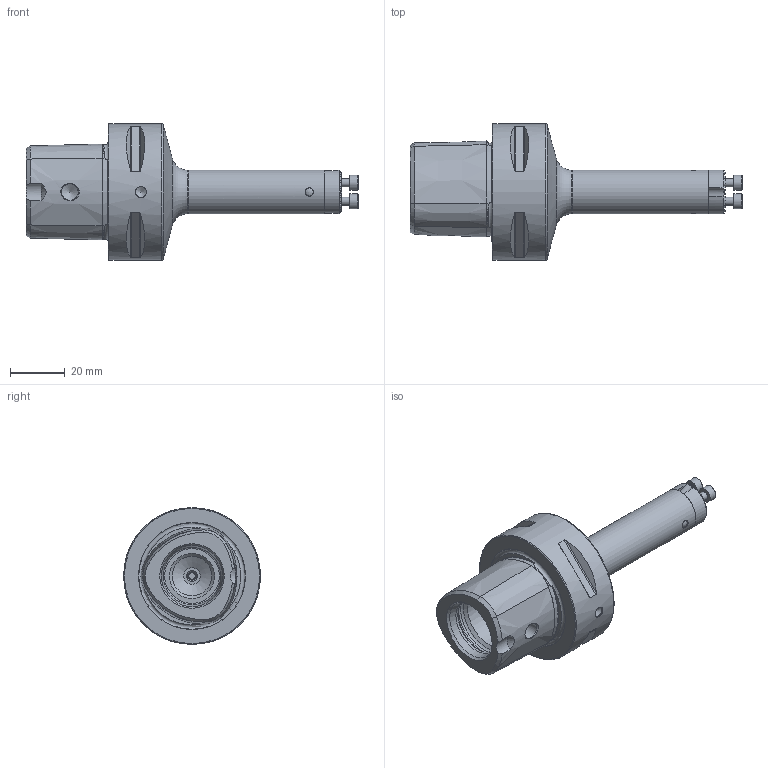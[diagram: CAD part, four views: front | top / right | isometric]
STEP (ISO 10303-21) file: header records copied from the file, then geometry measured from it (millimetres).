
FILE_DESCRIPTION (( 'STEP AP214' ), '1' );
FILE_NAME ('PS5.WK5.WD0.105.STEP', '2022-06-14T07:09:10', ( '' ), ( '' ), 'SwSTEP 2.0', 'SolidWorks 2017', '' );
FILE_SCHEMA (( 'AUTOMOTIVE_DESIGN' ));
Length unit declared in the file: millimetre
Products named in the file (13): WD0-WK5.016.006_A; DIN 3771 - 10x1.5; WD0-ER1.013.014_A; PS5.WK5.WD0.105; PS5-WD0.040.079_A_mit Stiftbohrung; ISO 4026 - M3 x 3; DIN 3771 - 4x1; WD0-ER1.005.022_A; ISO 4762 - M3 x 10; WD0-ER1.012.030_A; WD0-BG1.013.040; DIN 3771 - 5x2.5; DIN 6325_ø3 x 5_2x6
Assembly tree (19 placements, depth 3):
  PS5.WK5.WD0.105
    PS5-WD0.040.079_A_mit Stiftbohrung
    WD0-BG1.013.040
      WD0-ER1.013.014_A  x2
      WD0-ER1.005.022_A
      WD0-ER1.012.030_A
      DIN 3771 - 10x1.5  x2
      DIN 3771 - 5x2.5  x2
    WD0-WK5.016.006_A
    DIN 6325_ø3 x 5_2x6  x2
    DIN 3771 - 4x1
    ISO 4762 - M3 x 10  x3
    ISO 4026 - M3 x 3  x2
Bounding box: 121.3 x 50 x 50 mm (x, y, z)
Volume: 68277.3 mm3; surface area: 24932.8 mm2
Topology: 18 solids, 18 shells, 479 faces, 1158 edges, 720 vertices
Faces by surface type: plane 216, cone 108, cylinder 106, torus 45, sphere 4
Full cylindrical faces by diameter (mm): 2 x5, 2.5 x8, 3 x15, 3.3 x2, 4 x3, 4.5 x1, 5 x4, 5.4 x1, 5.5 x3, 6 x3, 6.1 x2, 10 x2, 10.8 x2, 12 x1, 13 x5, 13.2 x2, 14.5 x1, 16 x1, 21 x2, 24 x1, 50 x1
Entity records: 13095 total; most frequent: CARTESIAN_POINT 4350, ORIENTED_EDGE 1592, DIRECTION 1578, EDGE_CURVE 796, AXIS2_PLACEMENT_3D 672, VERTEX_POINT 568, EDGE_LOOP 540, FACE_OUTER_BOUND 447
